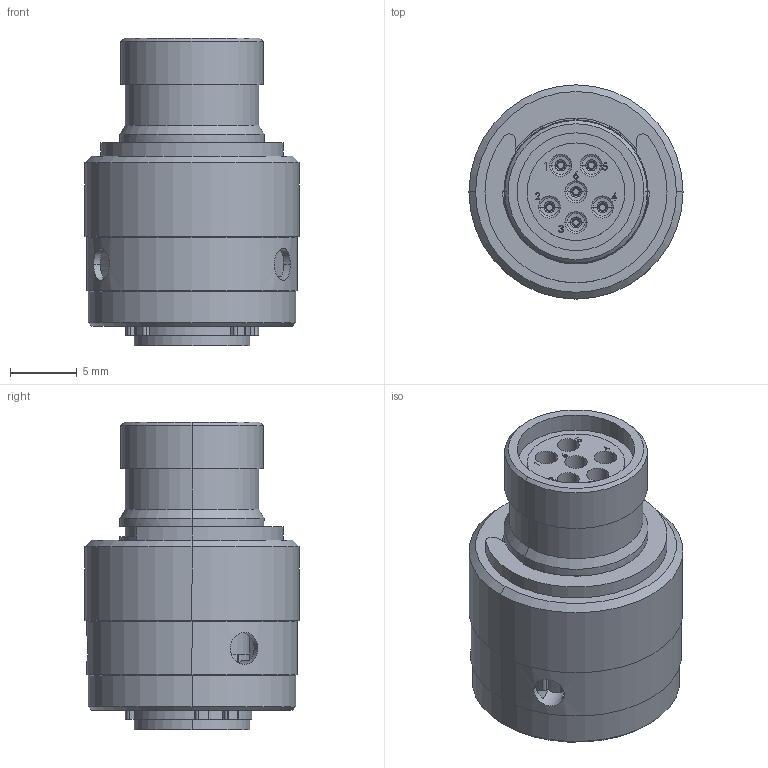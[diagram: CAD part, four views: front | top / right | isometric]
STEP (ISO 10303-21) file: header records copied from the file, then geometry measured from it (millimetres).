
FILE_DESCRIPTION (( 'STEP AP214' ), '1' );
FILE_NAME ('AS607-35PN.STEP', '2016-07-28T14:11:06', ( 'TE Connectivity' ), ( 'TE Connectivity' ), 'SwSTEP 2.0', 'SolidWorks 2014', '' );
FILE_SCHEMA (( 'AUTOMOTIVE_DESIGN' ));
Length unit declared in the file: millimetre
Products named in the file (1): AS607-35PN
Bounding box: 16 x 16 x 23 mm (x, y, z)
Volume: 2324.4 mm3; surface area: 3367.2 mm2
Topology: 1 solids, 9 shells, 983 faces, 2226 edges, 1340 vertices
Faces by surface type: cylinder 297, torus 232, plane 206, cone 156, bspline 86, sphere 6
Entity records: 46064 total; most frequent: CARTESIAN_POINT 13507, DIRECTION 4883, ORIENTED_EDGE 4418, EDGE_CURVE 2209, AXIS2_PLACEMENT_3D 2038, VERTEX_POINT 1329, CIRCLE 1144, EDGE_LOOP 1090
